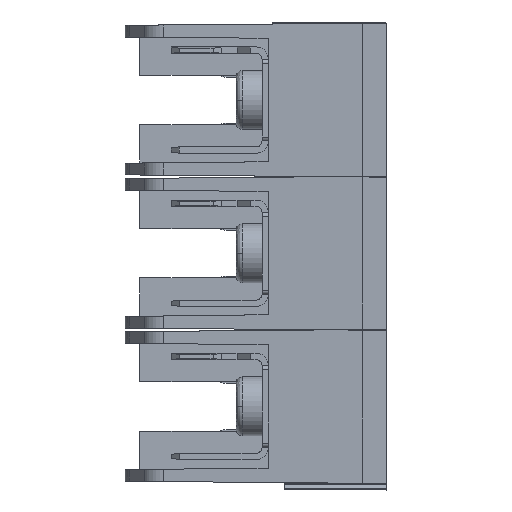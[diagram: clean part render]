
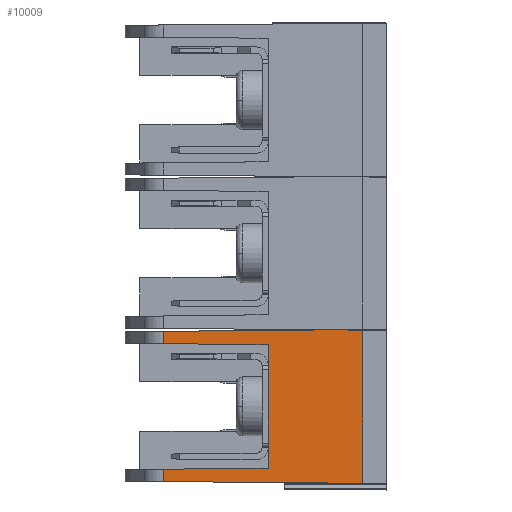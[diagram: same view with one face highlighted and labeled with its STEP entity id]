
A CAD part, left-side view. The second image highlights one B-rep face of the part: STEP entity #10009.
In plain terms, the highlighted planar face has unit normal (-1, 0.026, 0).
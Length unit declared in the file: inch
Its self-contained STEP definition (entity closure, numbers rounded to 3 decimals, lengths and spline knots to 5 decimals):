
#600 = VECTOR ( 'NONE', #2271, 39.37008 ) ;
#652 = DIRECTION ( 'NONE',  ( -0.026, -1., 0. ) ) ;
#1197 = LINE ( 'NONE', #51277, #600 ) ;
#1779 = CARTESIAN_POINT ( 'NONE',  ( -1.28326, -0.24886, -1.86064 ) ) ;
#2259 = EDGE_CURVE ( 'NONE', #47017, #25351, #22745, .T. ) ;
#2271 = DIRECTION ( 'NONE',  ( 0.026, 1., -0.009 ) ) ;
#2693 = DIRECTION ( 'NONE',  ( 0., 0., -1. ) ) ;
#2709 = DIRECTION ( 'NONE',  ( 0.026, 1., 0. ) ) ;
#2840 = DIRECTION ( 'NONE',  ( 0., 0., -1. ) ) ;
#3480 = DIRECTION ( 'NONE',  ( 0., 0., -1. ) ) ;
#3601 = EDGE_CURVE ( 'NONE', #28902, #4405, #44268, .T. ) ;
#4190 = VERTEX_POINT ( 'NONE', #7521 ) ;
#4405 = VERTEX_POINT ( 'NONE', #43471 ) ;
#5175 = CARTESIAN_POINT ( 'NONE',  ( -1.26791, 0.33731, -1.17481 ) ) ;
#5585 = LINE ( 'NONE', #31039, #36894 ) ;
#5671 = AXIS2_PLACEMENT_3D ( 'NONE', #11395, #19247, #51746 ) ;
#5912 = VECTOR ( 'NONE', #32142, 39.37008 ) ;
#7039 = CARTESIAN_POINT ( 'NONE',  ( -1.28328, -0.24979, -1.24198 ) ) ;
#7206 = VERTEX_POINT ( 'NONE', #18733 ) ;
#7246 = VERTEX_POINT ( 'NONE', #35234 ) ;
#7521 = CARTESIAN_POINT ( 'NONE',  ( -1.26791, 0.33731, -1.9278 ) ) ;
#9413 = ORIENTED_EDGE ( 'NONE', *, *, #25160, .T. ) ;
#10009 = ADVANCED_FACE ( 'NONE', ( #52262 ), #48215, .F. ) ;
#10417 = DIRECTION ( 'NONE',  ( -0.026, -1., -0.009 ) ) ;
#10632 = CARTESIAN_POINT ( 'NONE',  ( -1.28173, -0.19074, -1.24198 ) ) ;
#11059 = LINE ( 'NONE', #19431, #5912 ) ;
#11103 = VECTOR ( 'NONE', #46829, 39.37008 ) ;
#11395 = CARTESIAN_POINT ( 'NONE',  ( -1.28328, -0.24979, -1.96785 ) ) ;
#12409 = CARTESIAN_POINT ( 'NONE',  ( -1.28173, -0.19074, -1.96785 ) ) ;
#13154 = EDGE_CURVE ( 'NONE', #4190, #46279, #11059, .T. ) ;
#14138 = CARTESIAN_POINT ( 'NONE',  ( -1.28173, -0.19074, -1.86064 ) ) ;
#14691 = DIRECTION ( 'NONE',  ( 0., 0., -1. ) ) ;
#14944 = VERTEX_POINT ( 'NONE', #36097 ) ;
#14960 = EDGE_LOOP ( 'NONE', ( #44267, #9413, #41083, #15116, #42618, #37756, #50139, #43050, #17637, #40273, #43788, #50863 ) ) ;
#15116 = ORIENTED_EDGE ( 'NONE', *, *, #26913, .F. ) ;
#15344 = EDGE_CURVE ( 'NONE', #38891, #33653, #37907, .T. ) ;
#15423 = LINE ( 'NONE', #12409, #16445 ) ;
#15873 = VECTOR ( 'NONE', #2693, 39.37008 ) ;
#16445 = VECTOR ( 'NONE', #3480, 39.37008 ) ;
#17637 = ORIENTED_EDGE ( 'NONE', *, *, #2259, .F. ) ;
#18733 = CARTESIAN_POINT ( 'NONE',  ( -1.27856, -0.06968, -1.24041 ) ) ;
#19247 = DIRECTION ( 'NONE',  ( 1., -0.026, 0. ) ) ;
#19431 = CARTESIAN_POINT ( 'NONE',  ( -1.26397, 0.48747, -1.92649 ) ) ;
#22472 = CARTESIAN_POINT ( 'NONE',  ( -1.2941, -0.66318, -1.96785 ) ) ;
#22745 = LINE ( 'NONE', #7039, #28852 ) ;
#23229 = EDGE_CURVE ( 'NONE', #7206, #25351, #5585, .T. ) ;
#23330 = CARTESIAN_POINT ( 'NONE',  ( -1.26791, 0.33731, -1.96785 ) ) ;
#23556 = EDGE_CURVE ( 'NONE', #14944, #28902, #1197, .T. ) ;
#23606 = EDGE_CURVE ( 'NONE', #4405, #7206, #46706, .T. ) ;
#23642 = VECTOR ( 'NONE', #652, 39.37008 ) ;
#25160 = EDGE_CURVE ( 'NONE', #7246, #4190, #43628, .T. ) ;
#25339 = VECTOR ( 'NONE', #35343, 39.37008 ) ;
#25351 = VERTEX_POINT ( 'NONE', #43044 ) ;
#25389 = CARTESIAN_POINT ( 'NONE',  ( -1.2941, -0.66318, -1.93653 ) ) ;
#26534 = VECTOR ( 'NONE', #10417, 39.37008 ) ;
#26913 = EDGE_CURVE ( 'NONE', #14944, #46279, #34649, .T. ) ;
#27936 = CARTESIAN_POINT ( 'NONE',  ( -1.27859, -0.07059, -1.86064 ) ) ;
#28017 = CARTESIAN_POINT ( 'NONE',  ( -1.26791, 0.33731, -1.96785 ) ) ;
#28852 = VECTOR ( 'NONE', #2709, 39.37008 ) ;
#28902 = VERTEX_POINT ( 'NONE', #5175 ) ;
#30575 = CARTESIAN_POINT ( 'NONE',  ( -1.27855, -0.069, -1.86339 ) ) ;
#30879 = CARTESIAN_POINT ( 'NONE',  ( -1.28328, -0.24979, -1.86064 ) ) ;
#30981 = CARTESIAN_POINT ( 'NONE',  ( -1.28345, -0.25612, -1.24204 ) ) ;
#31039 = CARTESIAN_POINT ( 'NONE',  ( -1.28799, -0.42967, -1.86392 ) ) ;
#32142 = DIRECTION ( 'NONE',  ( -0.026, -1., -0.009 ) ) ;
#33653 = VERTEX_POINT ( 'NONE', #35819 ) ;
#34649 = LINE ( 'NONE', #22472, #15873 ) ;
#35208 = LINE ( 'NONE', #30879, #23642 ) ;
#35234 = CARTESIAN_POINT ( 'NONE',  ( -1.26791, 0.33731, -1.86576 ) ) ;
#35343 = DIRECTION ( 'NONE',  ( 0.026, 1., -0.009 ) ) ;
#35819 = CARTESIAN_POINT ( 'NONE',  ( -1.27856, -0.06968, -1.86221 ) ) ;
#36097 = CARTESIAN_POINT ( 'NONE',  ( -1.2941, -0.66318, -1.16608 ) ) ;
#36545 = VERTEX_POINT ( 'NONE', #14138 ) ;
#36894 = VECTOR ( 'NONE', #42678, 39.37008 ) ;
#37051 = EDGE_CURVE ( 'NONE', #47017, #36545, #15423, .T. ) ;
#37756 = ORIENTED_EDGE ( 'NONE', *, *, #3601, .T. ) ;
#37907 = LINE ( 'NONE', #30575, #11103 ) ;
#38873 = LINE ( 'NONE', #1779, #25339 ) ;
#38891 = VERTEX_POINT ( 'NONE', #27936 ) ;
#39475 = VECTOR ( 'NONE', #14691, 39.37008 ) ;
#40273 = ORIENTED_EDGE ( 'NONE', *, *, #37051, .T. ) ;
#41083 = ORIENTED_EDGE ( 'NONE', *, *, #13154, .T. ) ;
#41315 = EDGE_CURVE ( 'NONE', #38891, #36545, #35208, .T. ) ;
#42618 = ORIENTED_EDGE ( 'NONE', *, *, #23556, .T. ) ;
#42678 = DIRECTION ( 'NONE',  ( -0.013, -0.5, -0.866 ) ) ;
#43044 = CARTESIAN_POINT ( 'NONE',  ( -1.27859, -0.07059, -1.24198 ) ) ;
#43050 = ORIENTED_EDGE ( 'NONE', *, *, #23229, .T. ) ;
#43471 = CARTESIAN_POINT ( 'NONE',  ( -1.26791, 0.33731, -1.23686 ) ) ;
#43628 = LINE ( 'NONE', #23330, #39475 ) ;
#43788 = ORIENTED_EDGE ( 'NONE', *, *, #41315, .F. ) ;
#44267 = ORIENTED_EDGE ( 'NONE', *, *, #52711, .T. ) ;
#44268 = LINE ( 'NONE', #28017, #47932 ) ;
#46279 = VERTEX_POINT ( 'NONE', #25389 ) ;
#46706 = LINE ( 'NONE', #30981, #26534 ) ;
#46829 = DIRECTION ( 'NONE',  ( 0.013, 0.5, -0.866 ) ) ;
#47017 = VERTEX_POINT ( 'NONE', #10632 ) ;
#47932 = VECTOR ( 'NONE', #2840, 39.37008 ) ;
#48215 = PLANE ( 'NONE',  #5671 ) ;
#50139 = ORIENTED_EDGE ( 'NONE', *, *, #23606, .T. ) ;
#50863 = ORIENTED_EDGE ( 'NONE', *, *, #15344, .T. ) ;
#51277 = CARTESIAN_POINT ( 'NONE',  ( -1.29831, -0.82384, -1.16468 ) ) ;
#51746 = DIRECTION ( 'NONE',  ( 0.026, 1., 0. ) ) ;
#52262 = FACE_OUTER_BOUND ( 'NONE', #14960, .T. ) ;
#52711 = EDGE_CURVE ( 'NONE', #33653, #7246, #38873, .T. ) ;
